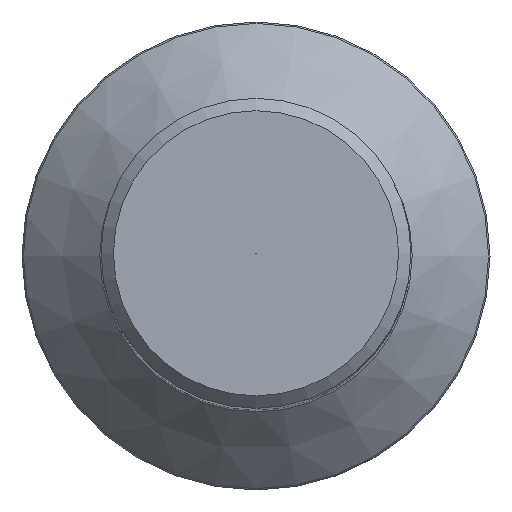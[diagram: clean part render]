
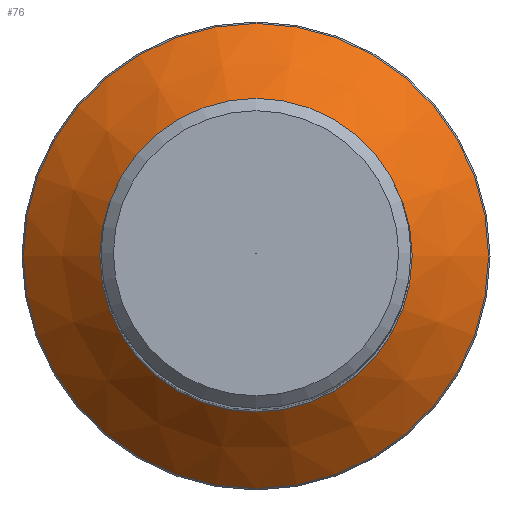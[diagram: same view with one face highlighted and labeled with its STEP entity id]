
A CAD part, top view. The second image highlights one B-rep face of the part: STEP entity #76.
In plain terms, the highlighted conical face has half-angle 45 degrees and reference radius 18.779 mm.
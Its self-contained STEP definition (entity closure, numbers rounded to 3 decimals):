
#76=ADVANCED_FACE('',(#123,#124),#90,.T.);
#90=CONICAL_SURFACE('',#282,18.779,45.);
#123=FACE_BOUND('',#157,.T.);
#124=FACE_BOUND('',#158,.T.);
#157=EDGE_LOOP('',(#191));
#158=EDGE_LOOP('',(#192));
#191=ORIENTED_EDGE('',*,*,#230,.T.);
#192=ORIENTED_EDGE('',*,*,#229,.F.);
#212=VERTEX_POINT('',#405);
#213=VERTEX_POINT('',#408);
#229=EDGE_CURVE('',#212,#212,#246,.T.);
#230=EDGE_CURVE('',#213,#213,#247,.T.);
#246=CIRCLE('',#279,18.779);
#247=CIRCLE('',#281,12.613);
#279=AXIS2_PLACEMENT_3D('',#404,#346,#347);
#281=AXIS2_PLACEMENT_3D('',#407,#350,#351);
#282=AXIS2_PLACEMENT_3D('',#409,#352,#353);
#346=DIRECTION('',(0.,0.,-1.));
#347=DIRECTION('',(-1.,0.,0.));
#350=DIRECTION('',(0.,0.,-1.));
#351=DIRECTION('',(-1.,0.,0.));
#352=DIRECTION('',(0.,0.,-1.));
#353=DIRECTION('',(-1.,0.,0.));
#404=CARTESIAN_POINT('',(0.,0.,-118.147));
#405=CARTESIAN_POINT('',(-18.779,0.,-118.147));
#407=CARTESIAN_POINT('',(0.,0.,-111.981));
#408=CARTESIAN_POINT('',(-12.613,0.,-111.981));
#409=CARTESIAN_POINT('',(0.,0.,-118.147));
